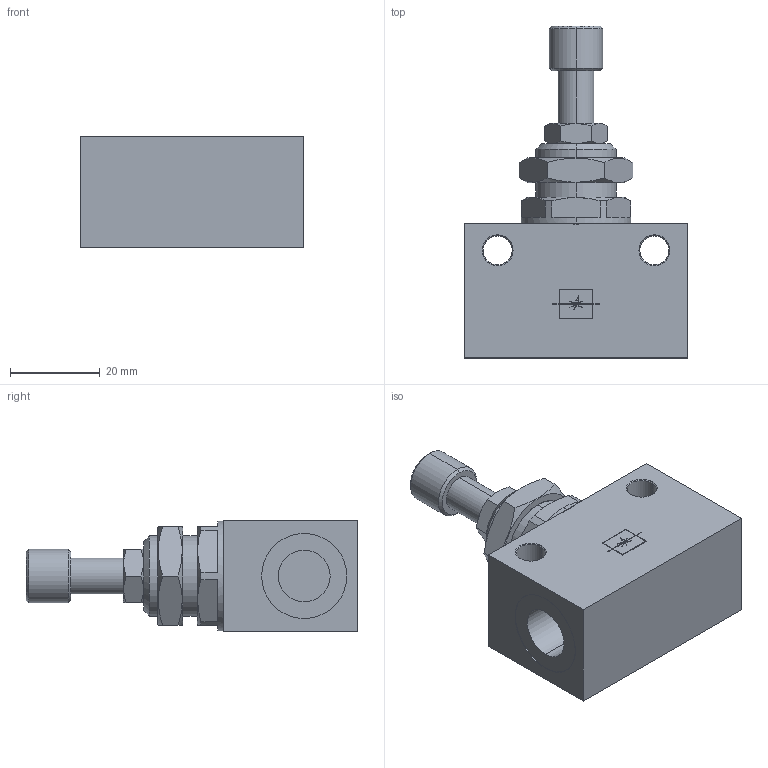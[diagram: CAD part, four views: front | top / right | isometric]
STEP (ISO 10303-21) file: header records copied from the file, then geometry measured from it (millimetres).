
FILE_DESCRIPTION (( 'STEP AP203' ), '1' );
FILE_NAME ('04110B02.STEP', '2010-04-14T09:50:24', ( '' ), ( 'sopra-pneumatic' ), 'SwSTEP 2.0', 'SolidWorks 2009', '' );
FILE_SCHEMA (( 'CONFIG_CONTROL_DESIGN' ));
Length unit declared in the file: millimetre
Products named in the file (1): 04110B02
Bounding box: 50 x 74.1 x 25 mm (x, y, z)
Volume: 41571.9 mm3; surface area: 11752.3 mm2
Topology: 1 solids, 5 shells, 178 faces, 435 edges, 283 vertices
Faces by surface type: plane 94, cylinder 48, cone 36
Entity records: 5693 total; most frequent: CARTESIAN_POINT 1416, ORIENTED_EDGE 870, DIRECTION 860, EDGE_CURVE 435, AXIS2_PLACEMENT_3D 307, VERTEX_POINT 283, VECTOR 246, LINE 246
